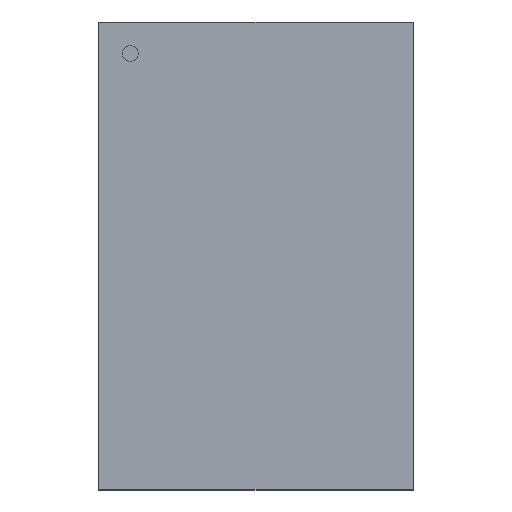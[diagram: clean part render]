
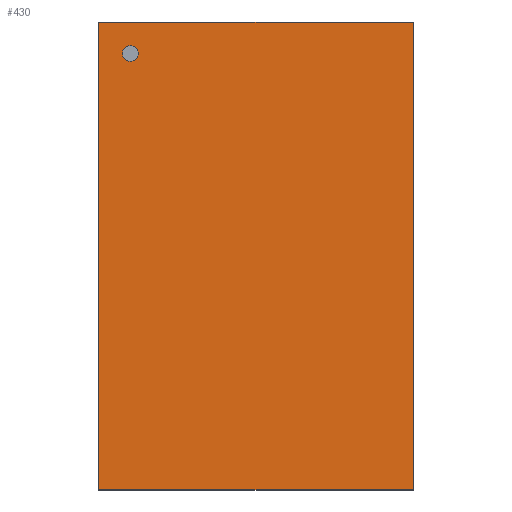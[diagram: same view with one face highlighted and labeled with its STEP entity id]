
A CAD part, top view. The second image highlights one B-rep face of the part: STEP entity #430.
In plain terms, the highlighted planar face has unit normal (0, 0, 1).
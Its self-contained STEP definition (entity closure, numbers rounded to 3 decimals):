
#206=CARTESIAN_POINT('',(0.495,-0.737,0.635));
#205=VERTEX_POINT('',#206);
#216=CARTESIAN_POINT('',(-0.495,-0.737,0.635));
#215=VERTEX_POINT('',#216);
#214=EDGE_CURVE('',#215,#205,#219,.T.);
#219=LINE('',#216,#221);
#221=VECTOR('',#222,0.991);
#222=DIRECTION('',(1.0,0.0,0.0));
#255=CARTESIAN_POINT('',(0.495,0.737,0.635));
#254=VERTEX_POINT('',#255);
#263=EDGE_CURVE('',#205,#254,#268,.T.);
#268=LINE('',#206,#270);
#270=VECTOR('',#271,1.473);
#271=DIRECTION('',(0.0,1.0,0.0));
#304=CARTESIAN_POINT('',(-0.495,0.737,0.635));
#303=VERTEX_POINT('',#304);
#312=EDGE_CURVE('',#254,#303,#317,.T.);
#317=LINE('',#255,#319);
#319=VECTOR('',#320,0.991);
#320=DIRECTION('',(-1.0,0.0,0.0));
#361=EDGE_CURVE('',#303,#215,#366,.T.);
#366=LINE('',#304,#368);
#368=VECTOR('',#369,1.473);
#369=DIRECTION('',(0.0,-1.0,0.0));
#430=ADVANCED_FACE('',(#436),#431,.T.);
#431=PLANE('',#432);
#432=AXIS2_PLACEMENT_3D('',#433,#434,#435);
#433=CARTESIAN_POINT('',(-0.495,-0.737,0.635));
#434=DIRECTION('',(0.0,0.0,1.0));
#435=DIRECTION('',(0.,1.,0.));
#436=FACE_OUTER_BOUND('',#437,.T.);
#437=EDGE_LOOP('',(#438,#448,#458,#468));
#438=ORIENTED_EDGE('',*,*,#214,.T.);
#448=ORIENTED_EDGE('',*,*,#263,.T.);
#458=ORIENTED_EDGE('',*,*,#312,.T.);
#468=ORIENTED_EDGE('',*,*,#361,.T.);
